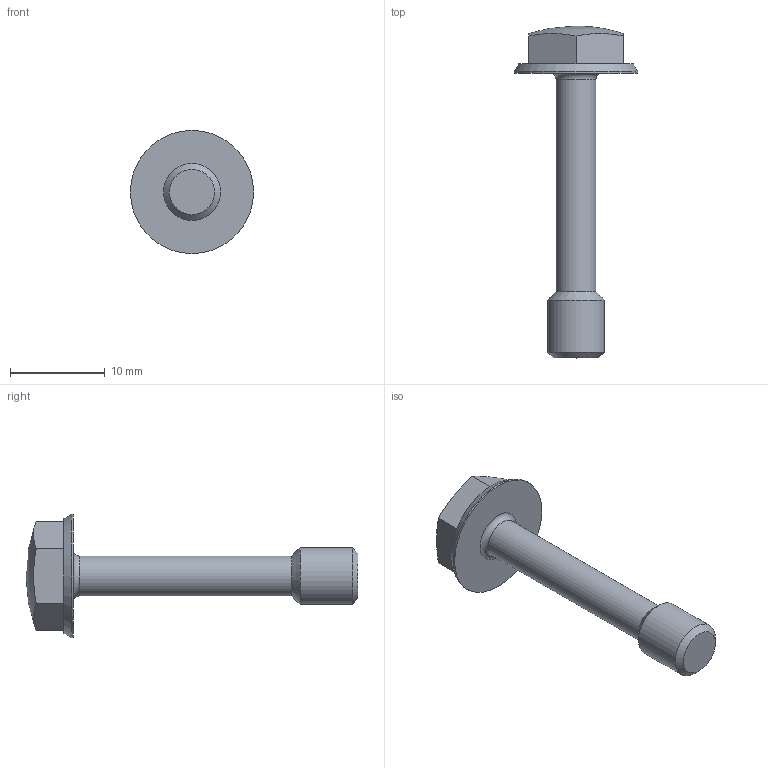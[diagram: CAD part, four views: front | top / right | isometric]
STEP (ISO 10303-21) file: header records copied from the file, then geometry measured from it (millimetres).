
FILE_DESCRIPTION( ( 'STEP AP214' ), '1' );
FILE_NAME( 'K1330.06X30.stp', '2021-03-11T10:24:20', ( '' ), ( '' ), ' ', 'PARTsolutions', ' ' );
FILE_SCHEMA( ( 'AUTOMOTIVE_DESIGN { 1 0 10303 214 1 1 1 1 }' ) );
Length unit declared in the file: millimetre
Products named in the file (1): _K1330.06X30
Bounding box: 13 x 35 x 13 mm (x, y, z)
Volume: 941 mm3; surface area: 844.7 mm2
Topology: 1 solids, 1 shells, 17 faces, 38 edges, 24 vertices
Faces by surface type: plane 9, cone 3, cylinder 3, torus 1, sphere 1
Full cylindrical faces by diameter (mm): 4.2 x1, 6 x1, 13 x1
Entity records: 564 total; most frequent: DIRECTION 78, CARTESIAN_POINT 67, ORIENTED_EDGE 54, AXIS2_PLACEMENT_3D 33, EDGE_CURVE 27, EDGE_LOOP 26, VERTEX_POINT 22, FACE_OUTER_BOUND 21
